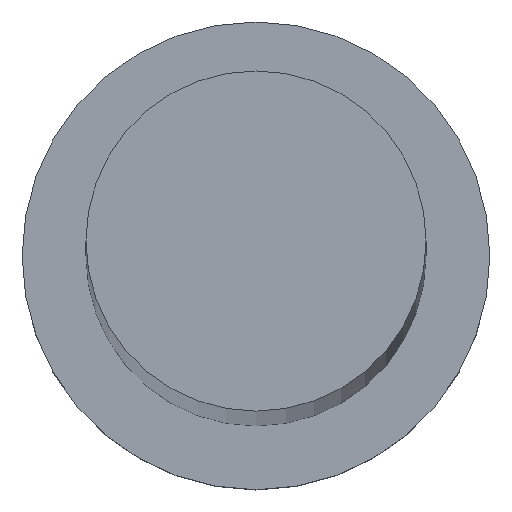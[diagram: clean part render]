
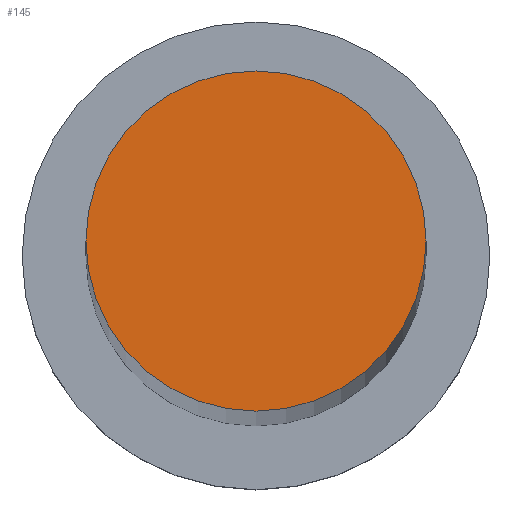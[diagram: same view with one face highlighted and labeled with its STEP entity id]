
A CAD part, top view. The second image highlights one B-rep face of the part: STEP entity #145.
In plain terms, the highlighted planar face has unit normal (0, 0, 1).
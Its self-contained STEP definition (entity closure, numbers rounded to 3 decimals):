
#8 = CARTESIAN_POINT ( 'NONE',  ( 0., 0., 407. ) ) ;
#9 = PLANE ( 'NONE',  #109 ) ;
#11 = CIRCLE ( 'NONE', #215, 8. ) ;
#25 = DIRECTION ( 'NONE',  ( 1., 0., 0. ) ) ;
#26 = DIRECTION ( 'NONE',  ( 0., 0., 1. ) ) ;
#50 = DIRECTION ( 'NONE',  ( 0., 0., 1. ) ) ;
#62 = VERTEX_POINT ( 'NONE', #228 ) ;
#79 = VERTEX_POINT ( 'NONE', #132 ) ;
#92 = DIRECTION ( 'NONE',  ( 0., 0., 1. ) ) ;
#109 = AXIS2_PLACEMENT_3D ( 'NONE', #8, #92, #173 ) ;
#126 = DIRECTION ( 'NONE',  ( 1., 0., 0. ) ) ;
#132 = CARTESIAN_POINT ( 'NONE',  ( 8., 0., 407. ) ) ;
#134 = CARTESIAN_POINT ( 'NONE',  ( 0., 0., 407. ) ) ;
#145 = ADVANCED_FACE ( 'NONE', ( #201 ), #9, .T. ) ;
#161 = EDGE_CURVE ( 'NONE', #79, #62, #11, .T. ) ;
#170 = CARTESIAN_POINT ( 'NONE',  ( 0., 0., 407. ) ) ;
#173 = DIRECTION ( 'NONE',  ( 1., 0., 0. ) ) ;
#179 = EDGE_LOOP ( 'NONE', ( #240, #252 ) ) ;
#182 = AXIS2_PLACEMENT_3D ( 'NONE', #170, #50, #25 ) ;
#201 = FACE_OUTER_BOUND ( 'NONE', #179, .T. ) ;
#215 = AXIS2_PLACEMENT_3D ( 'NONE', #134, #26, #126 ) ;
#224 = CIRCLE ( 'NONE', #182, 8. ) ;
#228 = CARTESIAN_POINT ( 'NONE',  ( -8., 0., 407. ) ) ;
#229 = EDGE_CURVE ( 'NONE', #62, #79, #224, .T. ) ;
#240 = ORIENTED_EDGE ( 'NONE', *, *, #229, .T. ) ;
#252 = ORIENTED_EDGE ( 'NONE', *, *, #161, .T. ) ;
